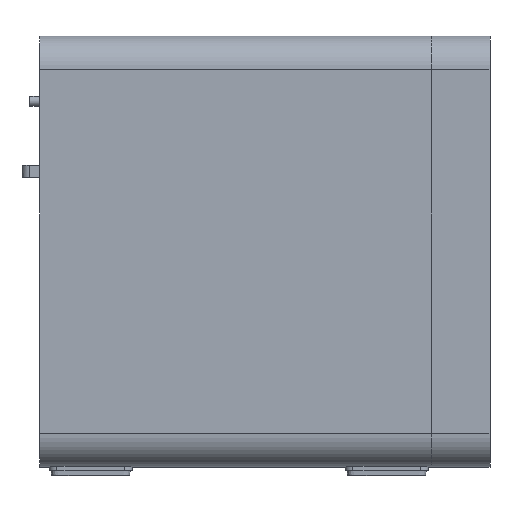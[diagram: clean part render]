
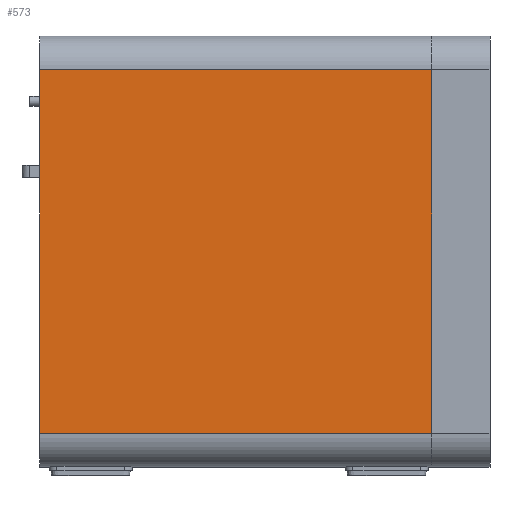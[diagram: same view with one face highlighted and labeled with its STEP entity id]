
A CAD part, left-side view. The second image highlights one B-rep face of the part: STEP entity #573.
In plain terms, the highlighted planar face has unit normal (-1, 0, 0).
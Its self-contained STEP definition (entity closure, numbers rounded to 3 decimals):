
#573=ADVANCED_FACE('',(#903),#5436,.T.);
#903=FACE_OUTER_BOUND('',#1252,.T.);
#1252=EDGE_LOOP('',(#2414,#2415,#2416,#2417));
#2414=ORIENTED_EDGE('',*,*,#3486,.T.);
#2415=ORIENTED_EDGE('',*,*,#3492,.T.);
#2416=ORIENTED_EDGE('',*,*,#3480,.F.);
#2417=ORIENTED_EDGE('',*,*,#3493,.F.);
#3480=EDGE_CURVE('',#5075,#5074,#4389,.T.);
#3486=EDGE_CURVE('',#5084,#5083,#4395,.T.);
#3492=EDGE_CURVE('',#5083,#5074,#4401,.T.);
#3493=EDGE_CURVE('',#5084,#5075,#4402,.T.);
#4389=B_SPLINE_CURVE_WITH_KNOTS('',1,(#14356,#14357),.UNSPECIFIED.,.F.,
 .F.,(2,2),(-1667.936,-1083.999),.UNSPECIFIED.);
#4395=B_SPLINE_CURVE_WITH_KNOTS('',1,(#14372,#14373),.UNSPECIFIED.,.F.,
 .F.,(2,2),(-1667.936,-1083.999),.UNSPECIFIED.);
#4401=B_SPLINE_CURVE_WITH_KNOTS('',1,(#14388,#14389),.UNSPECIFIED.,.F.,
 .F.,(2,2),(0.,222.),.UNSPECIFIED.);
#4402=B_SPLINE_CURVE_WITH_KNOTS('',1,(#14390,#14391),.UNSPECIFIED.,.F.,
 .F.,(2,2),(0.,222.),.UNSPECIFIED.);
#5074=VERTEX_POINT('',#14324);
#5075=VERTEX_POINT('',#14325);
#5083=VERTEX_POINT('',#14333);
#5084=VERTEX_POINT('',#14334);
#5436=PLANE('',#5811);
#5811=AXIS2_PLACEMENT_3D('',#14180,#6090,$);
#6090=DIRECTION('',(-1.,0.,0.));
#14180=CARTESIAN_POINT('',(-62.75,122.5,230.));
#14324=CARTESIAN_POINT('',(-62.75,-99.5,24.));
#14325=CARTESIAN_POINT('',(-62.75,-99.5,230.));
#14333=CARTESIAN_POINT('',(-62.75,122.5,24.));
#14334=CARTESIAN_POINT('',(-62.75,122.5,230.));
#14356=CARTESIAN_POINT('',(-62.75,-99.5,230.));
#14357=CARTESIAN_POINT('',(-62.75,-99.5,24.));
#14372=CARTESIAN_POINT('',(-62.75,122.5,230.));
#14373=CARTESIAN_POINT('',(-62.75,122.5,24.));
#14388=CARTESIAN_POINT('',(-62.75,122.5,24.));
#14389=CARTESIAN_POINT('',(-62.75,-99.5,24.));
#14390=CARTESIAN_POINT('',(-62.75,122.5,230.));
#14391=CARTESIAN_POINT('',(-62.75,-99.5,230.));
